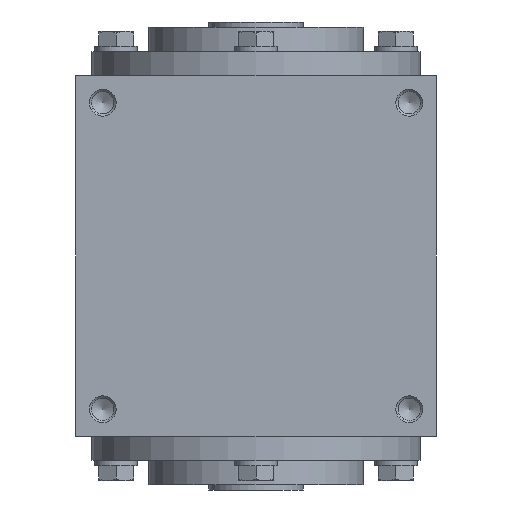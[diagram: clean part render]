
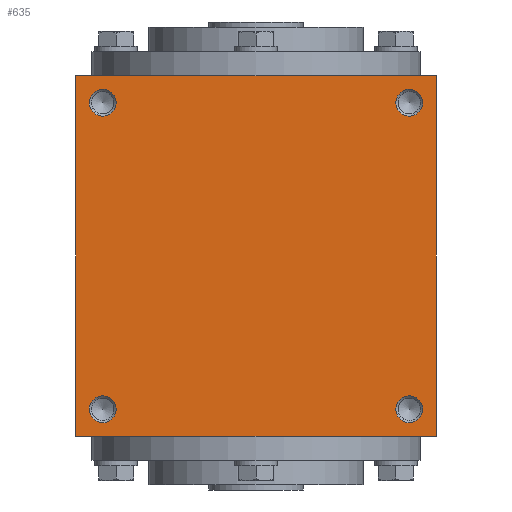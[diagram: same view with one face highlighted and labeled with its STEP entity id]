
A CAD part, left-side view. The second image highlights one B-rep face of the part: STEP entity #635.
In plain terms, the highlighted face is planar.
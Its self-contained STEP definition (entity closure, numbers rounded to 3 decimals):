
#635 = ADVANCED_FACE( '', ( #1309, #1310, #1311, #1312, #1313 ), #1314, .F. );
#1309 = FACE_BOUND( '', #1944, .T. );
#1310 = FACE_BOUND( '', #1945, .T. );
#1311 = FACE_BOUND( '', #1946, .T. );
#1312 = FACE_BOUND( '', #1947, .T. );
#1313 = FACE_OUTER_BOUND( '', #1948, .T. );
#1314 = PLANE( '', #1949 );
#1944 = EDGE_LOOP( '', ( #3112 ) );
#1945 = EDGE_LOOP( '', ( #3113 ) );
#1946 = EDGE_LOOP( '', ( #3114 ) );
#1947 = EDGE_LOOP( '', ( #3115 ) );
#1948 = EDGE_LOOP( '', ( #3116, #3117, #3118, #3119 ) );
#1949 = AXIS2_PLACEMENT_3D( '', #3120, #3121, #3122 );
#3112 = ORIENTED_EDGE( '', *, *, #3567, .F. );
#3113 = ORIENTED_EDGE( '', *, *, #3490, .T. );
#3114 = ORIENTED_EDGE( '', *, *, #3628, .F. );
#3115 = ORIENTED_EDGE( '', *, *, #3380, .T. );
#3116 = ORIENTED_EDGE( '', *, *, #3447, .F. );
#3117 = ORIENTED_EDGE( '', *, *, #3581, .F. );
#3118 = ORIENTED_EDGE( '', *, *, #3244, .F. );
#3119 = ORIENTED_EDGE( '', *, *, #3584, .F. );
#3120 = CARTESIAN_POINT( '', ( 0., 0., -67. ) );
#3121 = DIRECTION( '', ( 0., 0., 1. ) );
#3122 = DIRECTION( '', ( 1., 0., 0. ) );
#3244 = EDGE_CURVE( '', #3738, #3739, #3740, .T. );
#3380 = EDGE_CURVE( '', #3956, #3956, #3957, .T. );
#3447 = EDGE_CURVE( '', #4057, #4058, #4059, .T. );
#3490 = EDGE_CURVE( '', #4114, #4114, #4115, .T. );
#3567 = EDGE_CURVE( '', #4210, #4210, #4211, .T. );
#3581 = EDGE_CURVE( '', #3739, #4057, #4225, .T. );
#3584 = EDGE_CURVE( '', #4058, #3738, #4229, .T. );
#3628 = EDGE_CURVE( '', #4272, #4272, #4273, .T. );
#3738 = VERTEX_POINT( '', #4418 );
#3739 = VERTEX_POINT( '', #4419 );
#3740 = LINE( '', #4420, #4421 );
#3956 = VERTEX_POINT( '', #4720 );
#3957 = CIRCLE( '', #4721, 5. );
#4057 = VERTEX_POINT( '', #4831 );
#4058 = VERTEX_POINT( '', #4832 );
#4059 = LINE( '', #4833, #4834 );
#4114 = VERTEX_POINT( '', #4910 );
#4115 = CIRCLE( '', #4911, 5. );
#4210 = VERTEX_POINT( '', #5027 );
#4211 = CIRCLE( '', #5028, 5. );
#4225 = LINE( '', #5044, #5045 );
#4229 = LINE( '', #5049, #5050 );
#4272 = VERTEX_POINT( '', #5099 );
#4273 = CIRCLE( '', #5100, 5. );
#4418 = CARTESIAN_POINT( '', ( 67., -67., -67. ) );
#4419 = CARTESIAN_POINT( '', ( 67., 67., -67. ) );
#4420 = CARTESIAN_POINT( '', ( 67., -67., -67. ) );
#4421 = VECTOR( '', #5215, 1000. );
#4720 = CARTESIAN_POINT( '', ( 62., -57., -67. ) );
#4721 = AXIS2_PLACEMENT_3D( '', #5472, #5473, #5474 );
#4831 = CARTESIAN_POINT( '', ( -67., 67., -67. ) );
#4832 = CARTESIAN_POINT( '', ( -67., -67., -67. ) );
#4833 = CARTESIAN_POINT( '', ( -67., 67., -67. ) );
#4834 = VECTOR( '', #5584, 1000. );
#4910 = CARTESIAN_POINT( '', ( 62., 57., -67. ) );
#4911 = AXIS2_PLACEMENT_3D( '', #5639, #5640, #5641 );
#5027 = CARTESIAN_POINT( '', ( -62., 57., -67. ) );
#5028 = AXIS2_PLACEMENT_3D( '', #5735, #5736, #5737 );
#5044 = CARTESIAN_POINT( '', ( 67., 67., -67. ) );
#5045 = VECTOR( '', #5749, 1000. );
#5049 = CARTESIAN_POINT( '', ( -67., -67., -67. ) );
#5050 = VECTOR( '', #5753, 1000. );
#5099 = CARTESIAN_POINT( '', ( -62., -57., -67. ) );
#5100 = AXIS2_PLACEMENT_3D( '', #5785, #5786, #5787 );
#5215 = DIRECTION( '', ( 0., 1., 0. ) );
#5472 = CARTESIAN_POINT( '', ( 57., -57., -67. ) );
#5473 = DIRECTION( '', ( 0., 0., 1. ) );
#5474 = DIRECTION( '', ( 1., 0., 0. ) );
#5584 = DIRECTION( '', ( 0., -1., 0. ) );
#5639 = CARTESIAN_POINT( '', ( 57., 57., -67. ) );
#5640 = DIRECTION( '', ( 0., 0., 1. ) );
#5641 = DIRECTION( '', ( 1., 0., 0. ) );
#5735 = CARTESIAN_POINT( '', ( -57., 57., -67. ) );
#5736 = DIRECTION( '', ( 0., 0., -1. ) );
#5737 = DIRECTION( '', ( -1., 0., 0. ) );
#5749 = DIRECTION( '', ( -1., 0., 0. ) );
#5753 = DIRECTION( '', ( 1., 0., 0. ) );
#5785 = CARTESIAN_POINT( '', ( -57., -57., -67. ) );
#5786 = DIRECTION( '', ( 0., 0., -1. ) );
#5787 = DIRECTION( '', ( -1., 0., 0. ) );
